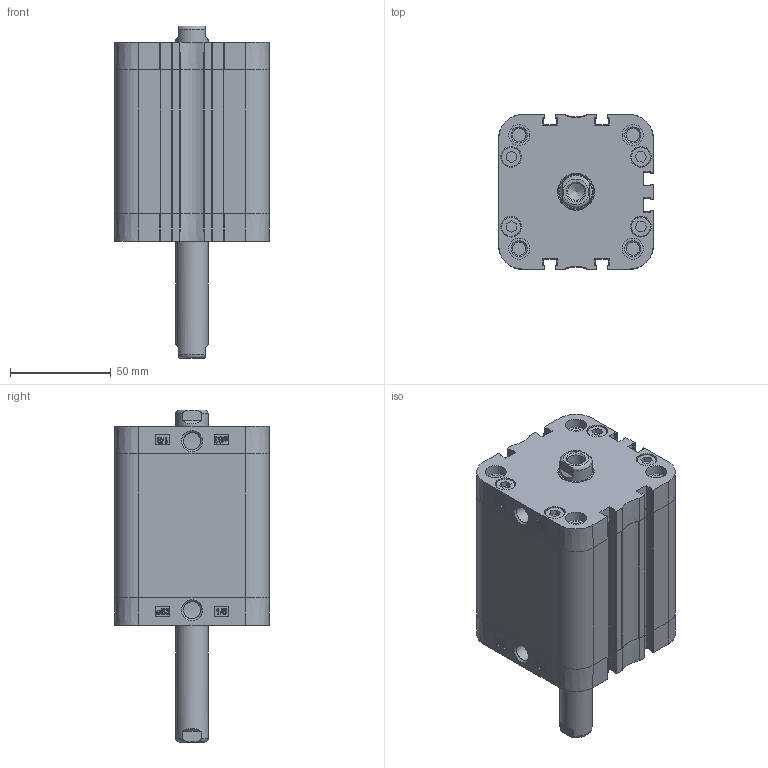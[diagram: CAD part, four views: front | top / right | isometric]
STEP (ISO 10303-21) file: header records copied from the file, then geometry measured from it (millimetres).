
FILE_DESCRIPTION(/* description */ ('Unknown'),/* implementation_level */ '2;1');
FILE_NAME(/* name */ 'ZBN 63_50',/* time_stamp */ '2022-05-04T10:17:30+02:00',/* author */ ('Unknown'),/* organization */ ('Unknown'),/* preprocessor_version */ 'ST-DEVELOPER v16.7',/* originating_system */ 'Solid Edge',/* authorisation */ 'Unknown');
FILE_SCHEMA (('AUTOMOTIVE_DESIGN {1 0 10303 214 3 1 1}'));
Length unit declared in the file: millimetre
Products named in the file (3): ZBN 63_5; KS-ZBN-63; GH ZBN-63
Assembly tree (2 placements, depth 2):
  ZBN 63_5
    KS-ZBN-63
    GH ZBN-63
Bounding box: 77 x 77 x 165 mm (x, y, z)
Volume: 408137.4 mm3; surface area: 92841.4 mm2
Topology: 2 solids, 4 shells, 840 faces, 2129 edges, 1371 vertices
Faces by surface type: plane 428, cylinder 218, bspline 124, cone 48, torus 22
Full cylindrical faces by diameter (mm): 6.647 x8, 8.376 x2, 8.566 x2, 9.8 x8, 10.3 x8, 10.5 x8, 16 x4, 16.54 x2, 17.7 x2, 18 x2, 20.5 x2, 62 x1, 63 x1
Entity records: 31411 total; most frequent: CARTESIAN_POINT 6208, ORIENTED_EDGE 3988, DIRECTION 3748, EDGE_CURVE 1994, VERTEX_POINT 1348, AXIS2_PLACEMENT_3D 1311, LINE 1126, VECTOR 1126
